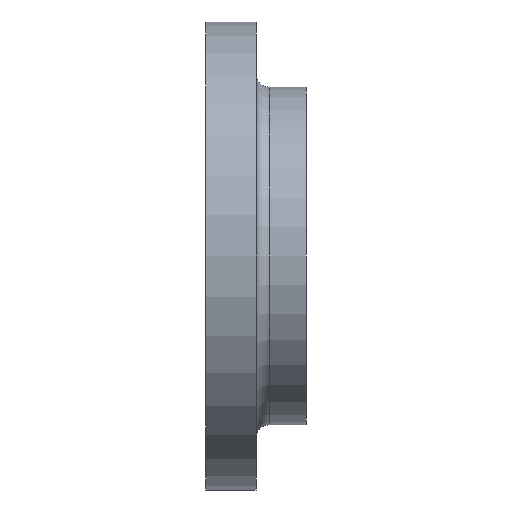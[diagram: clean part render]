
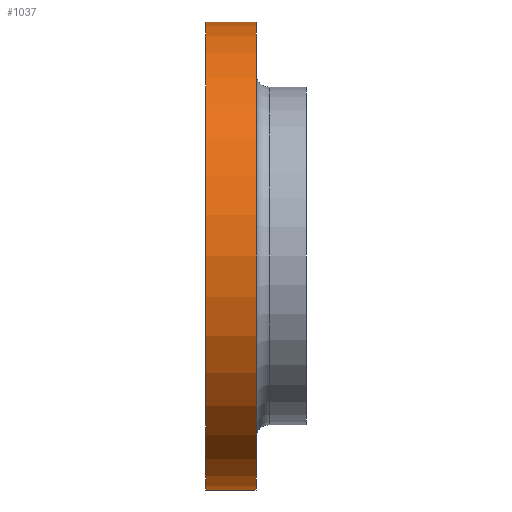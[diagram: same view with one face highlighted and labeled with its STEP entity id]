
A CAD part, front view. The second image highlights one B-rep face of the part: STEP entity #1037.
In plain terms, the highlighted cylindrical face has radius 222.25 mm (diameter 444.5 mm), a partial arc.
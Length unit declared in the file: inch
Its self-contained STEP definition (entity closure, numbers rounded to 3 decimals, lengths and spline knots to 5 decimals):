
#168 = EDGE_CURVE ( 'NONE', #1439, #1283, #848, .T. ) ;
#201 = FACE_OUTER_BOUND ( 'NONE', #1582, .T. ) ;
#281 = CIRCLE ( 'NONE', #1400, 8.75 ) ;
#325 = CYLINDRICAL_SURFACE ( 'NONE', #670, 8.75 ) ;
#342 = DIRECTION ( 'NONE',  ( 0., 0., 1. ) ) ;
#425 = DIRECTION ( 'NONE',  ( -1., 0., 0. ) ) ;
#429 = EDGE_CURVE ( 'NONE', #1360, #1283, #281, .T. ) ;
#433 = CIRCLE ( 'NONE', #854, 8.75 ) ;
#436 = CARTESIAN_POINT ( 'NONE',  ( 0., 0., 0. ) ) ;
#523 = VERTEX_POINT ( 'NONE', #1527 ) ;
#524 = DIRECTION ( 'NONE',  ( -1., 0., 0. ) ) ;
#541 = ORIENTED_EDGE ( 'NONE', *, *, #987, .F. ) ;
#603 = DIRECTION ( 'NONE',  ( -1., 0., 0. ) ) ;
#630 = ORIENTED_EDGE ( 'NONE', *, *, #168, .T. ) ;
#654 = EDGE_CURVE ( 'NONE', #523, #1439, #433, .T. ) ;
#670 = AXIS2_PLACEMENT_3D ( 'NONE', #436, #792, #933 ) ;
#685 = CARTESIAN_POINT ( 'NONE',  ( 0., 0., -8.75 ) ) ;
#792 = DIRECTION ( 'NONE',  ( -1., 0., 0. ) ) ;
#815 = ORIENTED_EDGE ( 'NONE', *, *, #654, .T. ) ;
#817 = CARTESIAN_POINT ( 'NONE',  ( 1.54986, 0., 0. ) ) ;
#821 = DIRECTION ( 'NONE',  ( -1., 0., 0. ) ) ;
#848 = LINE ( 'NONE', #1556, #1578 ) ;
#854 = AXIS2_PLACEMENT_3D ( 'NONE', #817, #603, #342 ) ;
#894 = ORIENTED_EDGE ( 'NONE', *, *, #429, .F. ) ;
#933 = DIRECTION ( 'NONE',  ( 0., 0., 1. ) ) ;
#987 = EDGE_CURVE ( 'NONE', #523, #1360, #1563, .T. ) ;
#992 = CARTESIAN_POINT ( 'NONE',  ( 1.54986, 0., 8.75 ) ) ;
#1037 = ADVANCED_FACE ( 'NONE', ( #201 ), #325, .T. ) ;
#1149 = CARTESIAN_POINT ( 'NONE',  ( -0.32514, 0., 0. ) ) ;
#1239 = CARTESIAN_POINT ( 'NONE',  ( -0.32514, 0., -8.75 ) ) ;
#1283 = VERTEX_POINT ( 'NONE', #1365 ) ;
#1360 = VERTEX_POINT ( 'NONE', #1239 ) ;
#1365 = CARTESIAN_POINT ( 'NONE',  ( -0.32514, 0., 8.75 ) ) ;
#1400 = AXIS2_PLACEMENT_3D ( 'NONE', #1149, #524, #1517 ) ;
#1439 = VERTEX_POINT ( 'NONE', #992 ) ;
#1517 = DIRECTION ( 'NONE',  ( 0., 0., 1. ) ) ;
#1527 = CARTESIAN_POINT ( 'NONE',  ( 1.54986, 0., -8.75 ) ) ;
#1556 = CARTESIAN_POINT ( 'NONE',  ( 0., 0., 8.75 ) ) ;
#1563 = LINE ( 'NONE', #685, #1612 ) ;
#1578 = VECTOR ( 'NONE', #821, 39.37008 ) ;
#1582 = EDGE_LOOP ( 'NONE', ( #541, #815, #630, #894 ) ) ;
#1612 = VECTOR ( 'NONE', #425, 39.37008 ) ;
